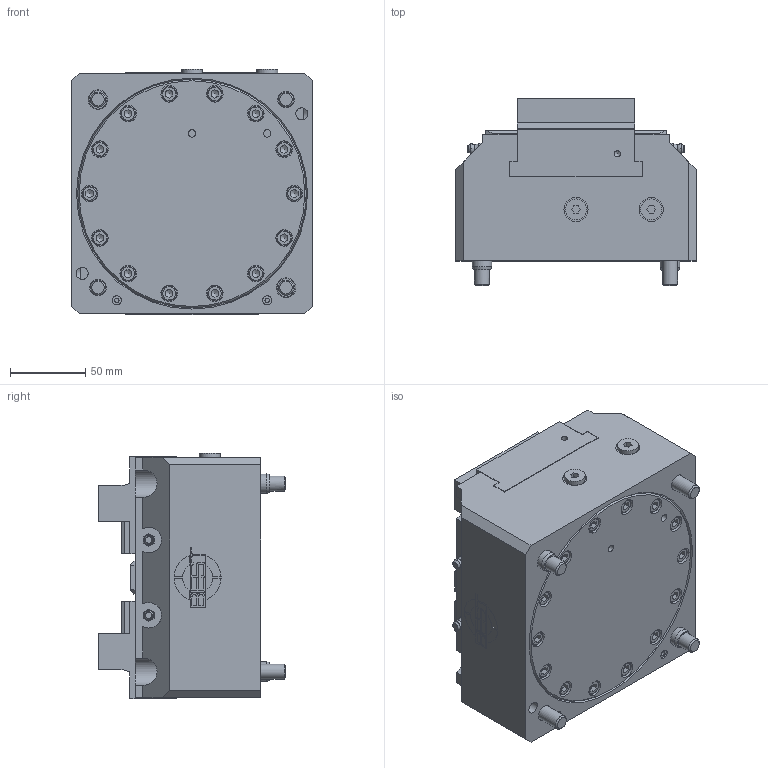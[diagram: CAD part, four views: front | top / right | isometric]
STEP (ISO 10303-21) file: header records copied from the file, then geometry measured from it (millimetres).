
FILE_DESCRIPTION(/* description */ ('Hydr. Zentrierspanner BSH-160'),/* implementation_level */ '2;1');
FILE_NAME(/* name */ '101-0160-001-Kunde (verstellbar).stp',/* time_stamp */ '2021-09-02T14:06:55+02:00',/* author */ ('adam'),/* organization */ (''),/* preprocessor_version */ 'ST-DEVELOPER v18.1',/* originating_system */ 'Autodesk Inventor 2021',/* authorisation */ '');
FILE_SCHEMA (('AUTOMOTIVE_DESIGN { 1 0 10303 214 3 1 1 }'));
Length unit declared in the file: millimetre
Products named in the file (3): 101-0160-001-Kunde (verstellbar); 101-0160-001-Basis (verstellbar); 101-0160-001-Backe (verstellbar)
Assembly tree (3 placements, depth 2):
  101-0160-001-Kunde (verstellbar)
    101-0160-001-Basis (verstellbar)
    101-0160-001-Backe (verstellbar)  x2
Bounding box: 160 x 124.5 x 162.85 mm (x, y, z)
Volume: 2124023.5 mm3; surface area: 193775 mm2
Topology: 3 solids, 7 shells, 828 faces, 2107 edges, 1354 vertices
Faces by surface type: plane 529, cylinder 164, cone 101, torus 28, sphere 6
Full cylindrical faces by diameter (mm): 2 x2, 2.459 x4, 3 x6, 4 x2, 4.134 x2, 4.917 x6, 5 x2, 6 x2, 8 x3, 10 x22, 11 x18, 14 x2, 16 x6, 18 x4, 152 x1
Entity records: 23842 total; most frequent: CARTESIAN_POINT 4542, ORIENTED_EDGE 3872, DIRECTION 3771, EDGE_CURVE 1936, AXIS2_PLACEMENT_3D 1312, VERTEX_POINT 1263, LINE 1147, VECTOR 1147
